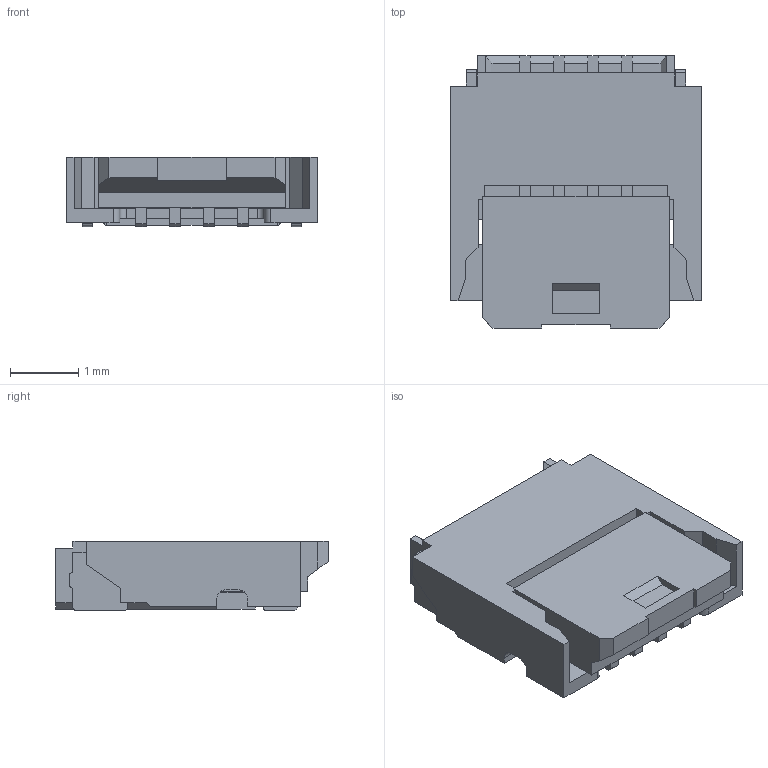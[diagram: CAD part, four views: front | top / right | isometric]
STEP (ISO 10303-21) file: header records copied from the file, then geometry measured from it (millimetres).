
FILE_DESCRIPTION(('FreeCAD Model'),'2;1');
FILE_NAME('Open CASCADE Shape Model','2021-04-24T17:21:00',('Author'),( ''),'Open CASCADE STEP processor 7.5','FreeCAD','Unknown');
FILE_SCHEMA(('AUTOMOTIVE_DESIGN { 1 0 10303 214 1 1 1 1 }'));
Length unit declared in the file: millimetre
Products named in the file (1): 503480-0400
Bounding box: 3.7 x 4 x 1.02 mm (x, y, z)
Volume: 10.3 mm3; surface area: 86.3 mm2
Topology: 12 solids, 12 shells, 345 faces, 958 edges, 638 vertices
Faces by surface type: plane 285, cylinder 60
Entity records: 25537 total; most frequent: CARTESIAN_POINT 4308, DIRECTION 3615, LINE 2626, VECTOR 2626, ORIENTED_EDGE 1916, PCURVE 1916, DEFINITIONAL_REPRESENTATION 1916, EDGE_CURVE 958
